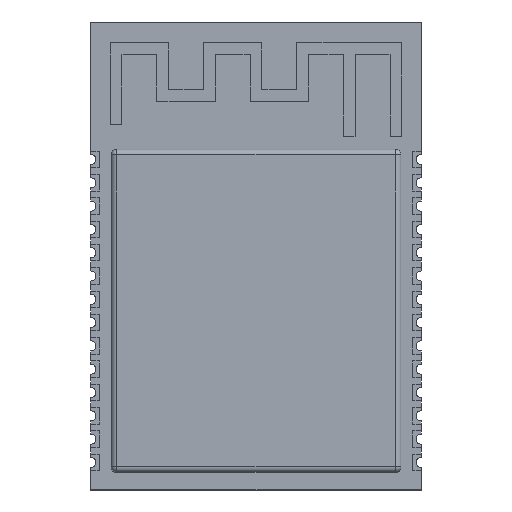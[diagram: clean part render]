
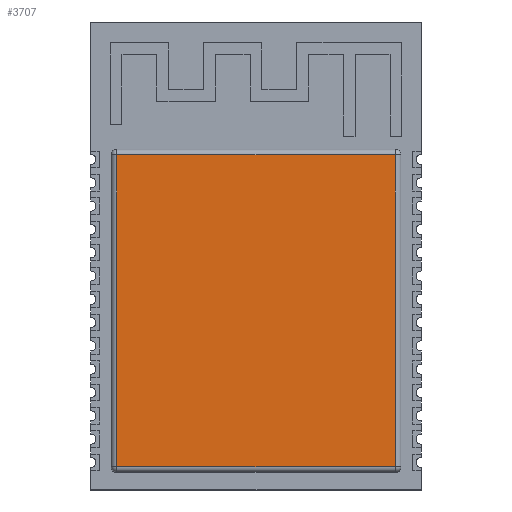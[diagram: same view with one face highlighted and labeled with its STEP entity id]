
A CAD part, top view. The second image highlights one B-rep face of the part: STEP entity #3707.
In plain terms, the highlighted planar face has unit normal (0, 0, 1).
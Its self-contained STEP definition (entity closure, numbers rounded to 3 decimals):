
#13=DIRECTION('',(0.,0.,1.));
#14=DIRECTION('',(1.,0.,0.));
#101=VECTOR('',#102,1.);
#102=DIRECTION('',(0.,1.,0.));
#128=VECTOR('',#14,1.);
#3596=VERTEX_POINT('',#3597);
#3597=CARTESIAN_POINT('',(-7.6,-8.5,2.3));
#3603=EDGE_CURVE('',#3596,#3604,#3606,.T.);
#3604=VERTEX_POINT('',#3605);
#3605=CARTESIAN_POINT('',(-7.6,8.5,2.3));
#3606=LINE('',#3607,#101);
#3607=CARTESIAN_POINT('',(-7.6,-8.8,2.3));
#3707=ADVANCED_FACE('',(#3708),#3727,.T.);
#3708=FACE_BOUND('',#3709,.T.);
#3709=EDGE_LOOP('',(#3710,#3718,#3722,#3723));
#3710=ORIENTED_EDGE('',*,*,#3711,.T.);
#3711=EDGE_CURVE('',#3712,#3714,#3716,.T.);
#3712=VERTEX_POINT('',#3713);
#3713=CARTESIAN_POINT('',(7.6,-8.5,2.3));
#3714=VERTEX_POINT('',#3715);
#3715=CARTESIAN_POINT('',(7.6,8.5,2.3));
#3716=LINE('',#3717,#101);
#3717=CARTESIAN_POINT('',(7.6,-8.8,2.3));
#3718=ORIENTED_EDGE('',*,*,#3719,.F.);
#3719=EDGE_CURVE('',#3604,#3714,#3720,.T.);
#3720=LINE('',#3721,#128);
#3721=CARTESIAN_POINT('',(-7.9,8.5,2.3));
#3722=ORIENTED_EDGE('',*,*,#3603,.F.);
#3723=ORIENTED_EDGE('',*,*,#3724,.T.);
#3724=EDGE_CURVE('',#3596,#3712,#3725,.T.);
#3725=LINE('',#3726,#128);
#3726=CARTESIAN_POINT('',(-7.9,-8.5,2.3));
#3727=PLANE('',#3728);
#3728=AXIS2_PLACEMENT_3D('',#3729,#13,#14);
#3729=CARTESIAN_POINT('',(-7.9,-8.8,2.3));
